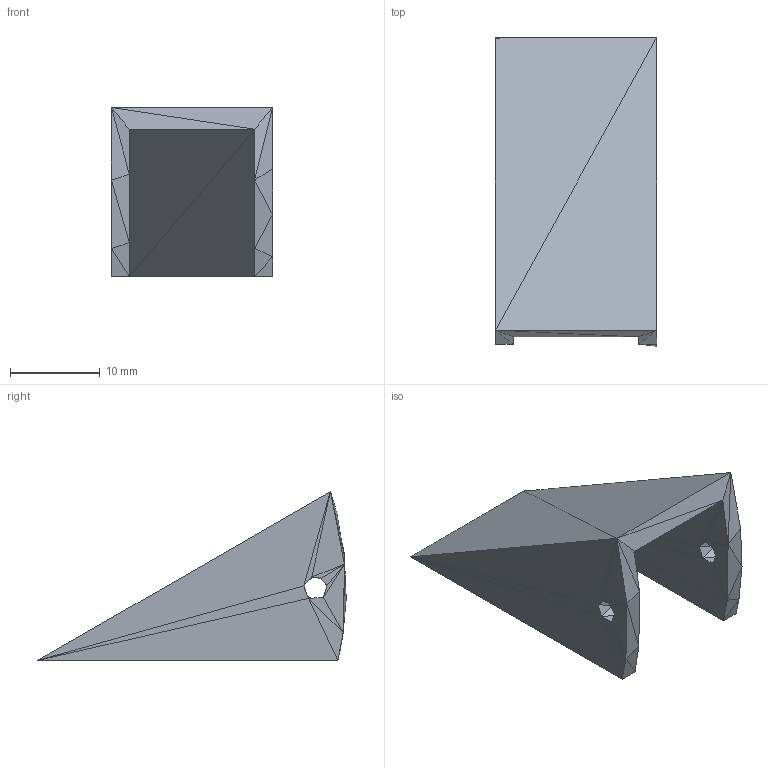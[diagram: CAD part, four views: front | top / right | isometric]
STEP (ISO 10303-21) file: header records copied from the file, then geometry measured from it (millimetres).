
FILE_DESCRIPTION(/* description */ (''),/* implementation_level */ '2;1');
FILE_NAME(/* name */ 'Wedgelet.step',/* time_stamp */ '2025-12-17T21:28:41+05:45',/* author */ (''),/* organization */ (''),/* preprocessor_version */ 'ST-DEVELOPER v20.1',/* originating_system */ 'Autodesk Translation Framework v14.21.0.0',/* authorisation */ '');
FILE_SCHEMA (('AUTOMOTIVE_DESIGN { 1 0 10303 214 3 1 1 }'));
Length unit declared in the file: millimetre
Products named in the file (1): 2025-12-17-21-06-16-120
Bounding box: 18 x 34.45 x 18.87 mm (x, y, z)
Volume: 2413.5 mm3; surface area: 2631.7 mm2
Topology: 1 solids, 1 shells, 98 faces, 147 edges, 47 vertices
Faces by surface type: plane 98
Entity records: 1948 total; most frequent: DIRECTION 345, ORIENTED_EDGE 294, CARTESIAN_POINT 293, LINE 147, VECTOR 147, EDGE_CURVE 147, AXIS2_PLACEMENT_3D 99, FACE_OUTER_BOUND 98
